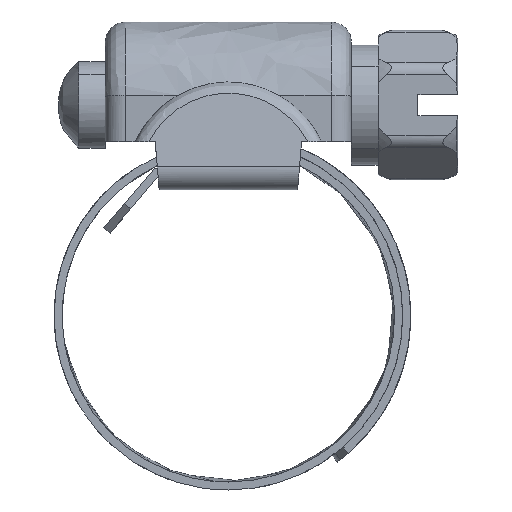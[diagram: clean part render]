
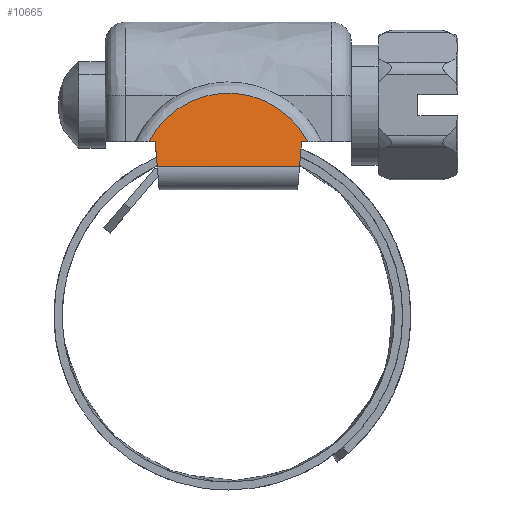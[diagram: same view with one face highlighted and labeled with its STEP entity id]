
A CAD part, front view. The second image highlights one B-rep face of the part: STEP entity #10665.
In plain terms, the highlighted free-form (B-spline) face has degree [1, 1] with [2, 2] control points.
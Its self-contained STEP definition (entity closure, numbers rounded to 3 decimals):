
#9587=CARTESIAN_POINT('',(-5.344,-7.786,11.202));
#9588=VERTEX_POINT('',#9587);
#9610=CARTESIAN_POINT('',(5.344,-7.786,11.202));
#9611=VERTEX_POINT('',#9610);
#9625=CARTESIAN_POINT('',(-5.344,-7.786,11.202));
#9626=CARTESIAN_POINT('',(5.344,-7.786,11.202));
#9627=QUASI_UNIFORM_CURVE('',1,(#9625,#9626),.UNSPECIFIED.,.F.,.U.);
#9628=EDGE_CURVE('',#9588,#9611,#9627,.T.);
#9821=CARTESIAN_POINT('',(-5.962,-7.502,13.077));
#9822=VERTEX_POINT('',#9821);
#9846=CARTESIAN_POINT('',(5.962,-7.502,13.077));
#9847=VERTEX_POINT('',#9846);
#9848=CARTESIAN_POINT('',(5.962,-7.502,13.077));
#9849=CARTESIAN_POINT('',(4.098,-6.948,16.727));
#9850=CARTESIAN_POINT('',(0.,-6.948,16.727));
#9851=CARTESIAN_POINT('',(-4.098,-6.948,16.727));
#9852=CARTESIAN_POINT('',(-5.962,-7.502,13.077));
#9860=(BOUNDED_CURVE()B_SPLINE_CURVE(2,(#9848,#9849,#9850,#9851,#9852),.UNSPECIFIED.,.F.,.U.)B_SPLINE_CURVE_WITH_KNOTS((3,2,3),(0.0,0.5,1.0),.UNSPECIFIED.)CURVE()GEOMETRIC_REPRESENTATION_ITEM()RATIONAL_B_SPLINE_CURVE((1.0,0.853,1.0,0.853,1.0))REPRESENTATION_ITEM(''));
#9861=EDGE_CURVE('',#9847,#9822,#9860,.T.);
#10632=CARTESIAN_POINT('',(-6.558,-6.906,17.003));
#10633=CARTESIAN_POINT('',(-6.558,-7.828,10.926));
#10634=CARTESIAN_POINT('',(6.558,-6.906,17.003));
#10635=CARTESIAN_POINT('',(6.558,-7.828,10.926));
#10636=B_SPLINE_SURFACE_WITH_KNOTS('',1,1,((#10632,#10634),(#10633,#10635)),.UNSPECIFIED.,.F.,.F.,.U.,(2,2),(2,2),(0.0,6.147),(0.0,13.116),.UNSPECIFIED.);
#10637=CARTESIAN_POINT('',(-5.5,-7.502,13.077));
#10638=VERTEX_POINT('',#10637);
#10639=CARTESIAN_POINT('',(-5.5,-7.502,13.077));
#10640=CARTESIAN_POINT('',(-5.344,-7.786,11.202));
#10641=QUASI_UNIFORM_CURVE('',1,(#10639,#10640),.UNSPECIFIED.,.F.,.U.);
#10642=EDGE_CURVE('',#10638,#9588,#10641,.T.);
#10643=ORIENTED_EDGE('',*,*,#10642,.T.);
#10644=ORIENTED_EDGE('',*,*,#9628,.T.);
#10645=CARTESIAN_POINT('',(5.5,-7.502,13.077));
#10646=VERTEX_POINT('',#10645);
#10647=CARTESIAN_POINT('',(5.344,-7.786,11.202));
#10648=CARTESIAN_POINT('',(5.5,-7.502,13.077));
#10649=QUASI_UNIFORM_CURVE('',1,(#10647,#10648),.UNSPECIFIED.,.F.,.U.);
#10650=EDGE_CURVE('',#9611,#10646,#10649,.T.);
#10651=ORIENTED_EDGE('',*,*,#10650,.T.);
#10652=CARTESIAN_POINT('',(5.5,-7.502,13.077));
#10653=CARTESIAN_POINT('',(5.962,-7.502,13.077));
#10654=QUASI_UNIFORM_CURVE('',1,(#10652,#10653),.UNSPECIFIED.,.F.,.U.);
#10655=EDGE_CURVE('',#10646,#9847,#10654,.T.);
#10656=ORIENTED_EDGE('',*,*,#10655,.T.);
#10657=ORIENTED_EDGE('',*,*,#9861,.T.);
#10658=CARTESIAN_POINT('',(-5.962,-7.502,13.077));
#10659=CARTESIAN_POINT('',(-5.5,-7.502,13.077));
#10660=QUASI_UNIFORM_CURVE('',1,(#10658,#10659),.UNSPECIFIED.,.F.,.U.);
#10661=EDGE_CURVE('',#9822,#10638,#10660,.T.);
#10662=ORIENTED_EDGE('',*,*,#10661,.T.);
#10663=EDGE_LOOP('',(#10643,#10644,#10651,#10656,#10657,#10662));
#10664=FACE_OUTER_BOUND('',#10663,.T.);
#10665=ADVANCED_FACE('',(#10664),#10636,.T.);
